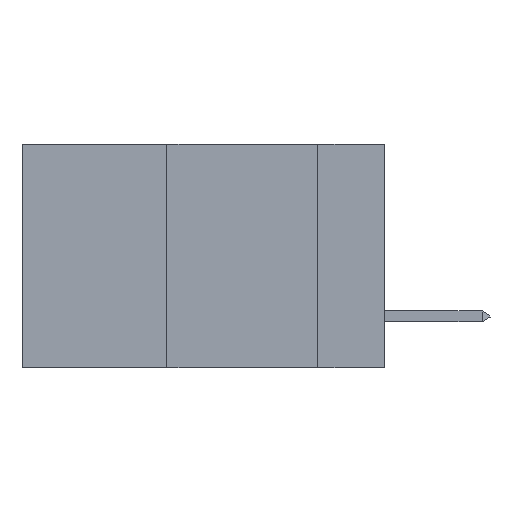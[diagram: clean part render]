
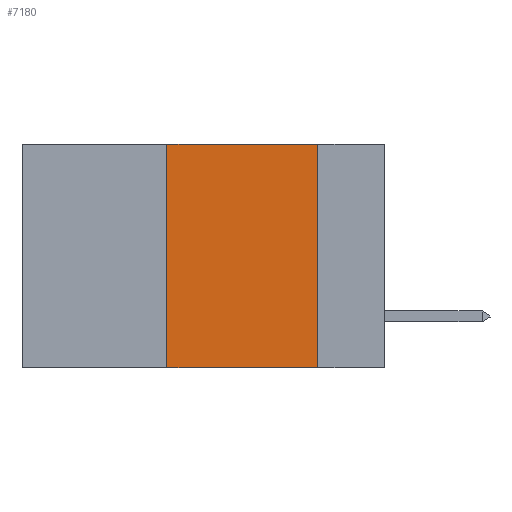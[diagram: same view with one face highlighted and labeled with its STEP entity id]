
A CAD part, left-side view. The second image highlights one B-rep face of the part: STEP entity #7180.
In plain terms, the highlighted planar face has unit normal (-1, 0, 0).
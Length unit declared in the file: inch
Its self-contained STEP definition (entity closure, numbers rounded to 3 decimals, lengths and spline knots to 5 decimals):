
#202 = LINE ( 'NONE', #3085, #6456 ) ;
#252 = LINE ( 'NONE', #9396, #4380 ) ;
#371 = PLANE ( 'NONE',  #4807 ) ;
#449 = CARTESIAN_POINT ( 'NONE',  ( 0., 0.6, 0. ) ) ;
#689 = EDGE_CURVE ( 'NONE', #6047, #5449, #6382, .T. ) ;
#1148 = VECTOR ( 'NONE', #11698, 39.37008 ) ;
#1360 = DIRECTION ( 'NONE',  ( 0., 0., -1. ) ) ;
#1437 = DIRECTION ( 'NONE',  ( 0., -1., 0. ) ) ;
#1512 = CARTESIAN_POINT ( 'NONE',  ( 0., 0.6, -0.37 ) ) ;
#2344 = CARTESIAN_POINT ( 'NONE',  ( 0., 0.36, 0. ) ) ;
#2474 = VERTEX_POINT ( 'NONE', #3310 ) ;
#3085 = CARTESIAN_POINT ( 'NONE',  ( 0., 0.36, 0. ) ) ;
#3310 = CARTESIAN_POINT ( 'NONE',  ( 0., 0.11, -0.37 ) ) ;
#3550 = EDGE_LOOP ( 'NONE', ( #3604, #6928, #10467, #11900 ) ) ;
#3604 = ORIENTED_EDGE ( 'NONE', *, *, #8461, .F. ) ;
#3850 = DIRECTION ( 'NONE',  ( 0., 0., -1. ) ) ;
#4181 = LINE ( 'NONE', #1512, #4481 ) ;
#4380 = VECTOR ( 'NONE', #3850, 39.37008 ) ;
#4481 = VECTOR ( 'NONE', #1437, 39.37008 ) ;
#4571 = VERTEX_POINT ( 'NONE', #11500 ) ;
#4807 = AXIS2_PLACEMENT_3D ( 'NONE', #449, #6096, #1360 ) ;
#5055 = EDGE_CURVE ( 'NONE', #4571, #6047, #202, .T. ) ;
#5449 = VERTEX_POINT ( 'NONE', #10141 ) ;
#6047 = VERTEX_POINT ( 'NONE', #2344 ) ;
#6096 = DIRECTION ( 'NONE',  ( 1., 0., 0. ) ) ;
#6382 = LINE ( 'NONE', #10720, #1148 ) ;
#6456 = VECTOR ( 'NONE', #7749, 39.37008 ) ;
#6928 = ORIENTED_EDGE ( 'NONE', *, *, #689, .F. ) ;
#6975 = FACE_OUTER_BOUND ( 'NONE', #3550, .T. ) ;
#7180 = ADVANCED_FACE ( 'NONE', ( #6975 ), #371, .F. ) ;
#7749 = DIRECTION ( 'NONE',  ( 0., 0., 1. ) ) ;
#8461 = EDGE_CURVE ( 'NONE', #5449, #2474, #252, .T. ) ;
#9396 = CARTESIAN_POINT ( 'NONE',  ( 0., 0.11, 0. ) ) ;
#9995 = EDGE_CURVE ( 'NONE', #4571, #2474, #4181, .T. ) ;
#10141 = CARTESIAN_POINT ( 'NONE',  ( 0., 0.11, 0. ) ) ;
#10467 = ORIENTED_EDGE ( 'NONE', *, *, #5055, .F. ) ;
#10720 = CARTESIAN_POINT ( 'NONE',  ( 0., 0.6, 0. ) ) ;
#11500 = CARTESIAN_POINT ( 'NONE',  ( 0., 0.36, -0.37 ) ) ;
#11698 = DIRECTION ( 'NONE',  ( 0., -1., 0. ) ) ;
#11900 = ORIENTED_EDGE ( 'NONE', *, *, #9995, .T. ) ;
